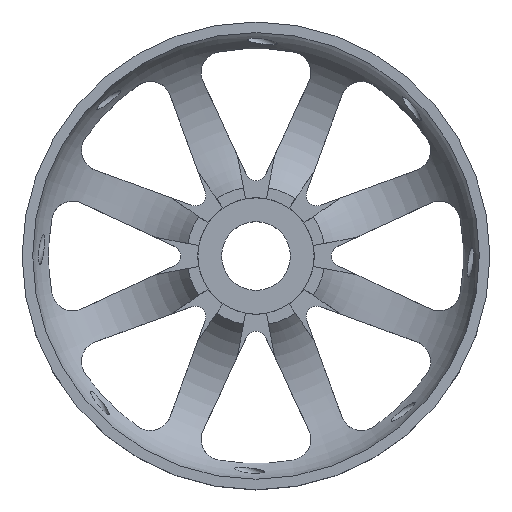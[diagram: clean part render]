
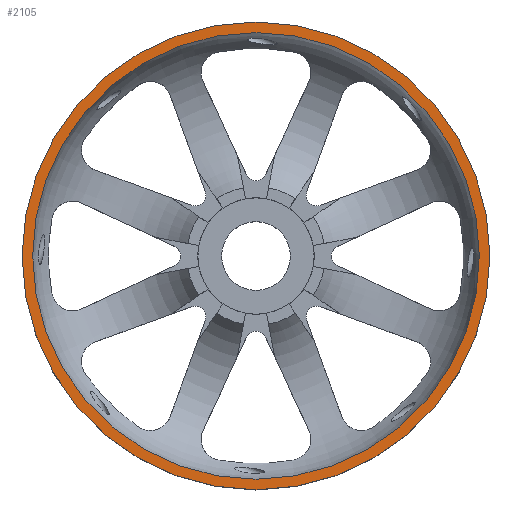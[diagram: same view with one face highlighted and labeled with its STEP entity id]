
A CAD part, top view. The second image highlights one B-rep face of the part: STEP entity #2105.
In plain terms, the highlighted planar face has unit normal (0, 0, 1).
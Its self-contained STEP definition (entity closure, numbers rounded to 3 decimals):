
#30=FACE_BOUND('',#397,.T.);
#78=CIRCLE('',#2182,42.25);
#121=CIRCLE('',#2269,44.25);
#191=PLANE('',#2314);
#286=FACE_OUTER_BOUND('',#396,.T.);
#396=EDGE_LOOP('',(#1918));
#397=EDGE_LOOP('',(#1919));
#900=VERTEX_POINT('',#4359);
#986=VERTEX_POINT('',#4841);
#1142=EDGE_CURVE('',#900,#900,#78,.T.);
#1283=EDGE_CURVE('',#986,#986,#121,.T.);
#1918=ORIENTED_EDGE('',*,*,#1283,.T.);
#1919=ORIENTED_EDGE('',*,*,#1142,.T.);
#2105=ADVANCED_FACE('',(#286,#30),#191,.T.);
#2182=AXIS2_PLACEMENT_3D('',#4361,#2488,#2489);
#2269=AXIS2_PLACEMENT_3D('',#4842,#2746,#2747);
#2314=AXIS2_PLACEMENT_3D('',#4926,#2858,#2859);
#2488=DIRECTION('center_axis',(0.,0.,-1.));
#2489=DIRECTION('ref_axis',(1.,0.,0.));
#2746=DIRECTION('center_axis',(0.,0.,1.));
#2747=DIRECTION('ref_axis',(1.,0.,0.));
#2858=DIRECTION('center_axis',(0.,0.,1.));
#2859=DIRECTION('ref_axis',(1.,0.,0.));
#4359=CARTESIAN_POINT('',(-42.25,0.,17.95));
#4361=CARTESIAN_POINT('Origin',(0.,0.,17.95));
#4841=CARTESIAN_POINT('',(-44.25,0.,17.95));
#4842=CARTESIAN_POINT('Origin',(0.,0.,17.95));
#4926=CARTESIAN_POINT('Origin',(0.,0.,17.95));
